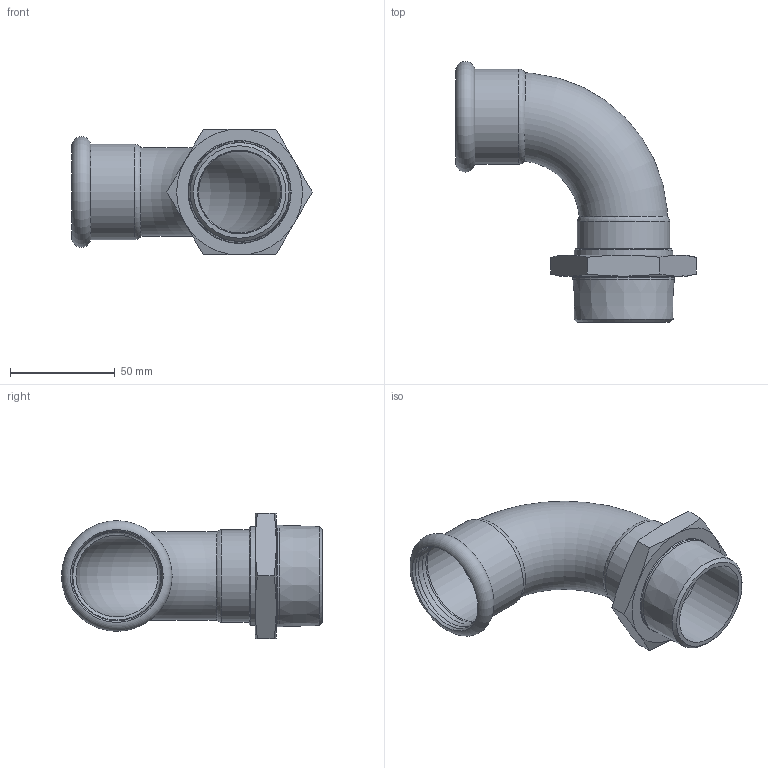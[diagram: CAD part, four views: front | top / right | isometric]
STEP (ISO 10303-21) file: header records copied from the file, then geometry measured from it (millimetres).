
FILE_DESCRIPTION(/* description */ ('Curva 90° MF 1"1/2x42 Steel'),/* implementation_level */ '2;1');
FILE_NAME(/* name */ '397112042_Steelpres.stp',/* time_stamp */ '2022-10-24T09:01:37+02:00',/* author */ ('Vault'),/* organization */ ('Raccorderie metalliche s.p.a. '),/* preprocessor_version */ 'ST-DEVELOPER v18.1',/* originating_system */ 'Autodesk Inventor 2020',/* authorisation */ 'Raccorderie metalliche s.p.a. ');
FILE_SCHEMA (('AUTOMOTIVE_DESIGN { 1 0 10303 214 3 1 1 }'));
Length unit declared in the file: millimetre
Products named in the file (1): 397112042_Steelpres
Bounding box: 114.64 x 124.35 x 60 mm (x, y, z)
Volume: 58470.6 mm3; surface area: 46316.7 mm2
Topology: 1 solids, 1 shells, 47 faces, 134 edges, 92 vertices
Faces by surface type: cone 17, plane 11, torus 10, cylinder 9
Full cylindrical faces by diameter (mm): 40 x1, 41 x1, 42.4 x1, 42.7 x2, 44 x1, 45.4 x1, 47 x1, 48.3 x1
Entity records: 1751 total; most frequent: CARTESIAN_POINT 486, DIRECTION 272, ORIENTED_EDGE 268, EDGE_CURVE 134, AXIS2_PLACEMENT_3D 126, VERTEX_POINT 92, CIRCLE 78, EDGE_LOOP 52
